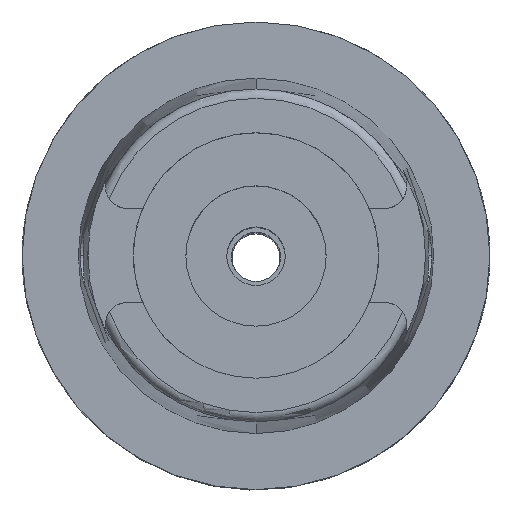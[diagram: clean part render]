
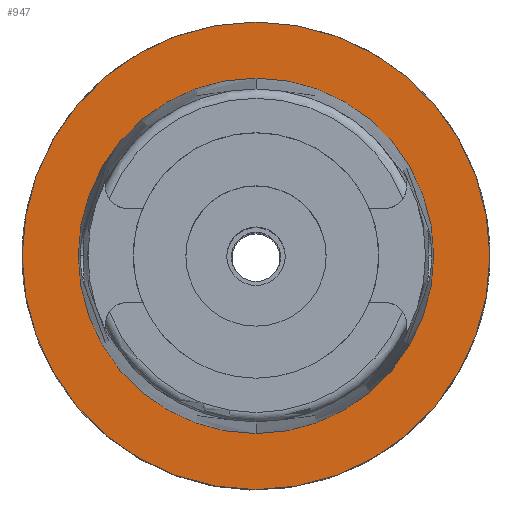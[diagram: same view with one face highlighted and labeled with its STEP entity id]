
A CAD part, top view. The second image highlights one B-rep face of the part: STEP entity #947.
In plain terms, the highlighted planar face has unit normal (0, 0, 1).
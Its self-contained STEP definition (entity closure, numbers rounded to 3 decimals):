
#22 = CARTESIAN_POINT ( 'NONE',  ( 0., 0., 0. ) ) ;
#143 = VERTEX_POINT ( 'NONE', #1610 ) ;
#202 = ORIENTED_EDGE ( 'NONE', *, *, #5066, .F. ) ;
#463 = PLANE ( 'NONE',  #1057 ) ;
#733 = CIRCLE ( 'NONE', #4540, 20. ) ;
#771 = ORIENTED_EDGE ( 'NONE', *, *, #4524, .F. ) ;
#842 = DIRECTION ( 'NONE',  ( 0., 0., 1. ) ) ;
#883 = DIRECTION ( 'NONE',  ( 0., 0., -1. ) ) ;
#947 = ADVANCED_FACE ( 'NONE', ( #2472, #965 ), #463, .F. ) ;
#965 = FACE_BOUND ( 'NONE', #1100, .T. ) ;
#1057 = AXIS2_PLACEMENT_3D ( 'NONE', #1371, #883, #1706 ) ;
#1100 = EDGE_LOOP ( 'NONE', ( #771, #4340 ) ) ;
#1268 = CIRCLE ( 'NONE', #4243, 15.2 ) ;
#1317 = DIRECTION ( 'NONE',  ( 0., -1., 0. ) ) ;
#1371 = CARTESIAN_POINT ( 'NONE',  ( 0., 0., 0. ) ) ;
#1610 = CARTESIAN_POINT ( 'NONE',  ( 0., -20., 0. ) ) ;
#1613 = AXIS2_PLACEMENT_3D ( 'NONE', #4098, #2825, #4131 ) ;
#1706 = DIRECTION ( 'NONE',  ( 0., -1., 0. ) ) ;
#1747 = VERTEX_POINT ( 'NONE', #2943 ) ;
#2040 = CIRCLE ( 'NONE', #1613, 20. ) ;
#2106 = EDGE_CURVE ( 'NONE', #143, #2502, #733, .T. ) ;
#2472 = FACE_OUTER_BOUND ( 'NONE', #3442, .T. ) ;
#2502 = VERTEX_POINT ( 'NONE', #2905 ) ;
#2520 = DIRECTION ( 'NONE',  ( 0., 0., 1. ) ) ;
#2825 = DIRECTION ( 'NONE',  ( 0., 0., -1. ) ) ;
#2905 = CARTESIAN_POINT ( 'NONE',  ( 0., 20., 0. ) ) ;
#2943 = CARTESIAN_POINT ( 'NONE',  ( 0., 15.2, 0. ) ) ;
#3396 = DIRECTION ( 'NONE',  ( 0., -1., 0. ) ) ;
#3404 = CARTESIAN_POINT ( 'NONE',  ( 0., 0., 0. ) ) ;
#3442 = EDGE_LOOP ( 'NONE', ( #202, #4876 ) ) ;
#3467 = CIRCLE ( 'NONE', #4151, 15.2 ) ;
#3673 = CARTESIAN_POINT ( 'NONE',  ( 0., -15.2, 0. ) ) ;
#3773 = DIRECTION ( 'NONE',  ( 0., 1., 0. ) ) ;
#3911 = EDGE_CURVE ( 'NONE', #4096, #1747, #3467, .T. ) ;
#4096 = VERTEX_POINT ( 'NONE', #3673 ) ;
#4098 = CARTESIAN_POINT ( 'NONE',  ( 0., 0., 0. ) ) ;
#4131 = DIRECTION ( 'NONE',  ( 0., 1., 0. ) ) ;
#4138 = CARTESIAN_POINT ( 'NONE',  ( 0., 0., 0. ) ) ;
#4151 = AXIS2_PLACEMENT_3D ( 'NONE', #22, #842, #1317 ) ;
#4243 = AXIS2_PLACEMENT_3D ( 'NONE', #3404, #2520, #3773 ) ;
#4340 = ORIENTED_EDGE ( 'NONE', *, *, #3911, .F. ) ;
#4524 = EDGE_CURVE ( 'NONE', #1747, #4096, #1268, .T. ) ;
#4540 = AXIS2_PLACEMENT_3D ( 'NONE', #4138, #4636, #3396 ) ;
#4636 = DIRECTION ( 'NONE',  ( 0., 0., -1. ) ) ;
#4876 = ORIENTED_EDGE ( 'NONE', *, *, #2106, .F. ) ;
#5066 = EDGE_CURVE ( 'NONE', #2502, #143, #2040, .T. ) ;
